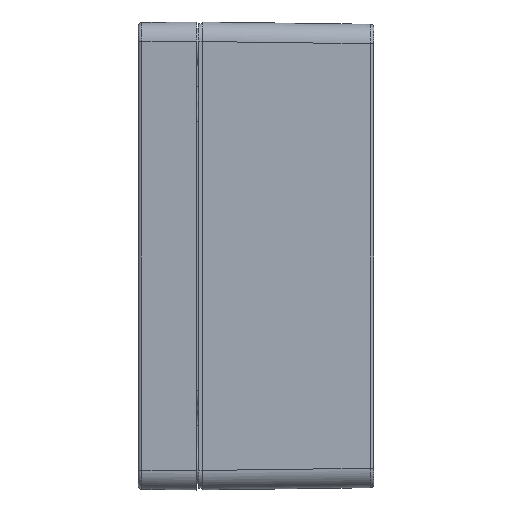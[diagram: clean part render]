
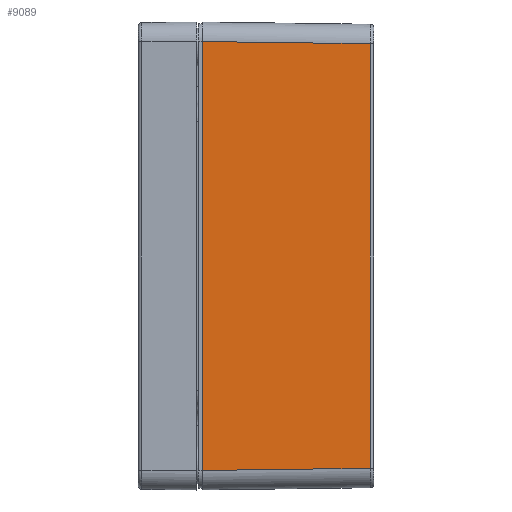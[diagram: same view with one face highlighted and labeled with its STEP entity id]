
A CAD part, left-side view. The second image highlights one B-rep face of the part: STEP entity #9089.
In plain terms, the highlighted planar face has unit normal (-1, -0.013, 0).
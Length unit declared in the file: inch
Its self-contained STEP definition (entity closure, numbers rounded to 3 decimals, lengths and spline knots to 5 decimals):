
#816 = LINE ( 'NONE', #33140, #43218 ) ;
#1675 = VECTOR ( 'NONE', #32614, 39.37008 ) ;
#2758 = DIRECTION ( 'NONE',  ( 0., 0., -1. ) ) ;
#4238 = DIRECTION ( 'NONE',  ( 0., 0., -1. ) ) ;
#4571 = EDGE_CURVE ( 'NONE', #41935, #14803, #39069, .T. ) ;
#4631 = DIRECTION ( 'NONE',  ( -0.013, 1., 0. ) ) ;
#6197 = CARTESIAN_POINT ( 'NONE',  ( -0.47826, -1.7328, 4.02747 ) ) ;
#6592 = EDGE_CURVE ( 'NONE', #44009, #13969, #816, .T. ) ;
#8970 = LINE ( 'NONE', #41597, #1675 ) ;
#9089 = ADVANCED_FACE ( 'NONE', ( #28246 ), #15798, .T. ) ;
#13969 = VERTEX_POINT ( 'NONE', #47641 ) ;
#14803 = VERTEX_POINT ( 'NONE', #41243 ) ;
#15798 = PLANE ( 'NONE',  #17107 ) ;
#17107 = AXIS2_PLACEMENT_3D ( 'NONE', #52343, #27730, #4631 ) ;
#19053 = LINE ( 'NONE', #35245, #20505 ) ;
#19977 = EDGE_LOOP ( 'NONE', ( #42770, #36534, #24687, #47842 ) ) ;
#20505 = VECTOR ( 'NONE', #47412, 39.37008 ) ;
#21441 = EDGE_CURVE ( 'NONE', #13969, #14803, #19053, .T. ) ;
#24687 = ORIENTED_EDGE ( 'NONE', *, *, #4571, .T. ) ;
#27730 = DIRECTION ( 'NONE',  ( -1., -0.013, 0. ) ) ;
#28246 = FACE_OUTER_BOUND ( 'NONE', #19977, .T. ) ;
#32614 = DIRECTION ( 'NONE',  ( -0.013, 1., 0.013 ) ) ;
#33140 = CARTESIAN_POINT ( 'NONE',  ( -0.47826, -1.7328, 0.70368 ) ) ;
#35245 = CARTESIAN_POINT ( 'NONE',  ( -0.50037, -0.04379, -0.28002 ) ) ;
#36534 = ORIENTED_EDGE ( 'NONE', *, *, #49446, .T. ) ;
#39069 = LINE ( 'NONE', #46486, #39830 ) ;
#39830 = VECTOR ( 'NONE', #2758, 39.37008 ) ;
#41243 = CARTESIAN_POINT ( 'NONE',  ( -0.50043, -0.03937, -0.28008 ) ) ;
#41597 = CARTESIAN_POINT ( 'NONE',  ( -0.47826, -1.7328, 4.02747 ) ) ;
#41935 = VERTEX_POINT ( 'NONE', #48375 ) ;
#42770 = ORIENTED_EDGE ( 'NONE', *, *, #6592, .F. ) ;
#43218 = VECTOR ( 'NONE', #4238, 39.37008 ) ;
#44009 = VERTEX_POINT ( 'NONE', #6197 ) ;
#46486 = CARTESIAN_POINT ( 'NONE',  ( -0.50043, -0.03937, -0.47743 ) ) ;
#47412 = DIRECTION ( 'NONE',  ( -0.013, 1., -0.013 ) ) ;
#47641 = CARTESIAN_POINT ( 'NONE',  ( -0.47826, -1.7328, -0.25791 ) ) ;
#47842 = ORIENTED_EDGE ( 'NONE', *, *, #21441, .F. ) ;
#48375 = CARTESIAN_POINT ( 'NONE',  ( -0.50043, -0.03937, 4.04963 ) ) ;
#49446 = EDGE_CURVE ( 'NONE', #44009, #41935, #8970, .T. ) ;
#52343 = CARTESIAN_POINT ( 'NONE',  ( -0.50095, 0., -0.47743 ) ) ;
